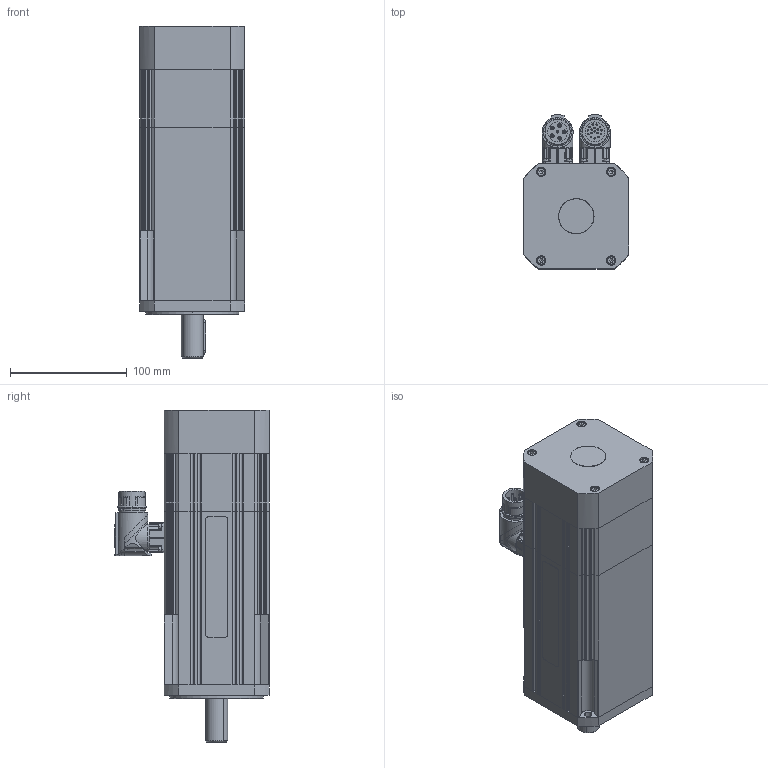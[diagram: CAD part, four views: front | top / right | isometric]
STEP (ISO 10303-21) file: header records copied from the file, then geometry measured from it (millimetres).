
FILE_DESCRIPTION((''),'2;1');
FILE_NAME('FP-609 + Encoder Heidenhain ERN 100 + Fre 06-9.stp','2011-11-24T14:18:48',('jlopez'),(''),'Autodesk Inventor 9','Autodesk Inventor 9','');
FILE_SCHEMA(('AUTOMOTIVE_DESIGN { 1 0 10303 214 1 1 1 1 }'));
Length unit declared in the file: millimetre
Products named in the file (1): Pieza1
Bounding box: 90.5 x 132.15 x 284.7 mm (x, y, z)
Volume: 2441.1 mm3; surface area: 193697.6 mm2
Topology: 22 solids, 23 shells, 1531 faces, 3996 edges, 2427 vertices
Faces by surface type: cylinder 682, plane 489, bspline 146, cone 94, sphere 64, torus 56
Entity records: 48280 total; most frequent: CARTESIAN_POINT 11170, DIRECTION 8195, ORIENTED_EDGE 7636, EDGE_CURVE 3818, AXIS2_PLACEMENT_3D 3276, VERTEX_POINT 2409, CIRCLE 1770, EDGE_LOOP 1733
